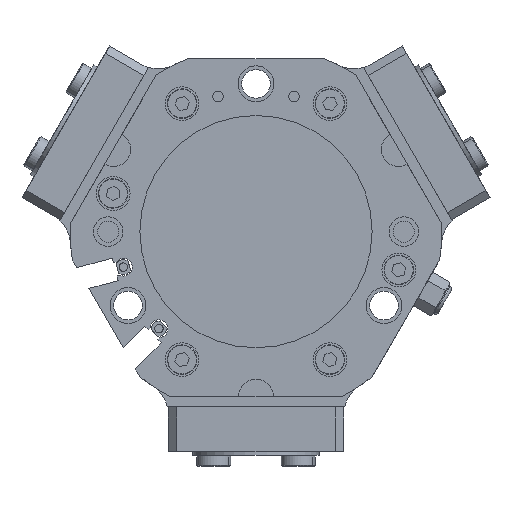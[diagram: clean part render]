
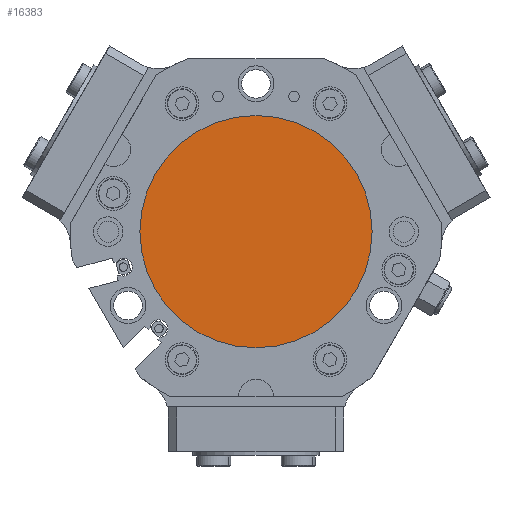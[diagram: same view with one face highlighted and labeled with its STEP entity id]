
A CAD part, front view. The second image highlights one B-rep face of the part: STEP entity #16383.
In plain terms, the highlighted face is planar.
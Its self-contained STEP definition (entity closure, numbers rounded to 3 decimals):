
#2302 = AXIS2_PLACEMENT_3D ( 'NONE', #10375, #10236, #20083 ) ;
#4194 = CARTESIAN_POINT ( 'NONE',  ( 0., 19.8, -27.5 ) ) ;
#7006 = EDGE_CURVE ( 'NONE', #20682, #28159, #14981, .T. ) ;
#9811 = CARTESIAN_POINT ( 'NONE',  ( 0., 19.8, 27.5 ) ) ;
#10191 = CARTESIAN_POINT ( 'NONE',  ( 0., 19.8, 0. ) ) ;
#10236 = DIRECTION ( 'NONE',  ( 0., 1., 0. ) ) ;
#10316 = DIRECTION ( 'NONE',  ( 0., 1., 0. ) ) ;
#10375 = CARTESIAN_POINT ( 'NONE',  ( 0., 19.8, 0. ) ) ;
#13452 = EDGE_CURVE ( 'NONE', #28159, #20682, #24463, .T. ) ;
#14981 = CIRCLE ( 'NONE', #26998, 27.5 ) ;
#16383 = ADVANCED_FACE ( 'NONE', ( #29080 ), #16550, .T. ) ;
#16550 = PLANE ( 'NONE',  #25611 ) ;
#17089 = DIRECTION ( 'NONE',  ( 0., 0., 1. ) ) ;
#20083 = DIRECTION ( 'NONE',  ( 0., 0., 1. ) ) ;
#20682 = VERTEX_POINT ( 'NONE', #4194 ) ;
#24463 = CIRCLE ( 'NONE', #2302, 27.5 ) ;
#25611 = AXIS2_PLACEMENT_3D ( 'NONE', #10191, #38899, #32532 ) ;
#26998 = AXIS2_PLACEMENT_3D ( 'NONE', #38888, #10316, #17089 ) ;
#28159 = VERTEX_POINT ( 'NONE', #9811 ) ;
#29080 = FACE_OUTER_BOUND ( 'NONE', #39966, .T. ) ;
#32532 = DIRECTION ( 'NONE',  ( 0., 0., 1. ) ) ;
#38565 = ORIENTED_EDGE ( 'NONE', *, *, #13452, .T. ) ;
#38888 = CARTESIAN_POINT ( 'NONE',  ( 0., 19.8, 0. ) ) ;
#38899 = DIRECTION ( 'NONE',  ( 0., 1., 0. ) ) ;
#39265 = ORIENTED_EDGE ( 'NONE', *, *, #7006, .T. ) ;
#39966 = EDGE_LOOP ( 'NONE', ( #38565, #39265 ) ) ;
